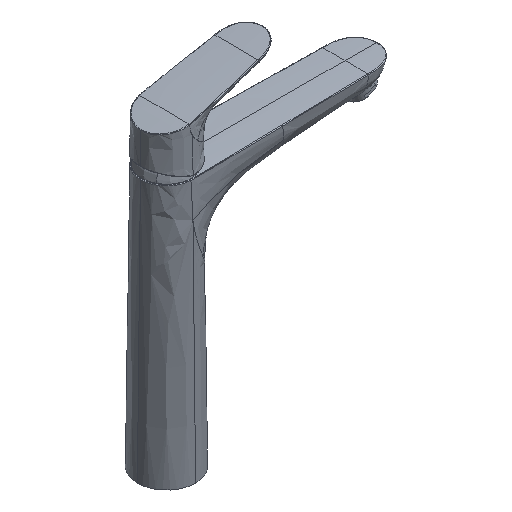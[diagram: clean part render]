
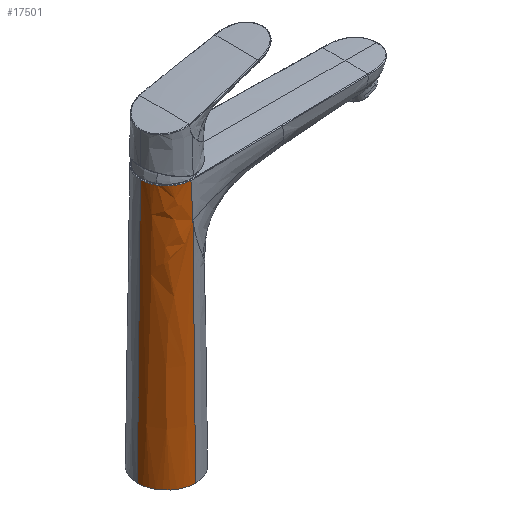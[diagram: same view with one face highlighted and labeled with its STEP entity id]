
A CAD part, isometric view. The second image highlights one B-rep face of the part: STEP entity #17501.
In plain terms, the highlighted free-form (B-spline) face has degree [6, 5] with [7, 6] control points.
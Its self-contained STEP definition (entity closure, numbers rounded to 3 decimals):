
#12876=CARTESIAN_POINT(' ',(-1.297,-21.466,215.53));
#12877=VERTEX_POINT(' ',#12876);
#12921=CARTESIAN_POINT(' ',(-21.502,0.,215.527));
#12922=VERTEX_POINT(' ',#12921);
#12936=CARTESIAN_POINT(' ',(-1.297,-21.466,215.53));
#12941=CARTESIAN_POINT(' ',(-2.357,-21.402,215.532));
#12946=CARTESIAN_POINT(' ',(-3.158,-21.282,215.534));
#12951=CARTESIAN_POINT(' ',(-4.614,-21.019,215.537));
#12956=CARTESIAN_POINT(' ',(-5.207,-20.873,215.539));
#12961=CARTESIAN_POINT(' ',(-6.34,-20.556,215.541));
#12966=CARTESIAN_POINT(' ',(-6.88,-20.385,215.541));
#12971=CARTESIAN_POINT(' ',(-8.186,-19.894,215.542));
#12976=CARTESIAN_POINT(' ',(-8.945,-19.583,215.542));
#12981=CARTESIAN_POINT(' ',(-11.054,-18.486,215.54));
#12986=CARTESIAN_POINT(' ',(-11.937,-17.9,215.54));
#12991=CARTESIAN_POINT(' ',(-13.229,-16.964,215.539));
#12996=CARTESIAN_POINT(' ',(-13.732,-16.558,215.539));
#13001=CARTESIAN_POINT(' ',(-14.956,-15.469,215.539));
#13006=CARTESIAN_POINT(' ',(-15.786,-14.663,215.54));
#13011=CARTESIAN_POINT(' ',(-17.426,-12.645,215.541));
#13016=CARTESIAN_POINT(' ',(-17.939,-11.874,215.542));
#13021=CARTESIAN_POINT(' ',(-18.838,-10.403,215.542));
#13026=CARTESIAN_POINT(' ',(-19.177,-9.746,215.541));
#13031=CARTESIAN_POINT(' ',(-19.804,-8.404,215.54));
#13036=CARTESIAN_POINT(' ',(-20.089,-7.717,215.539));
#13041=CARTESIAN_POINT(' ',(-20.625,-6.121,215.536));
#13046=CARTESIAN_POINT(' ',(-20.871,-5.283,215.534));
#13051=CARTESIAN_POINT(' ',(-21.343,-2.919,215.53));
#13056=CARTESIAN_POINT(' ',(-21.497,-1.493,215.527));
#13061=CARTESIAN_POINT(' ',(-21.502,-0.052,215.527));
#13066=CARTESIAN_POINT(' ',(-21.502,-0.026,215.527));
#13071=CARTESIAN_POINT(' ',(-21.502,0.,215.527));
#13076=B_SPLINE_CURVE_WITH_KNOTS('',3,(#12936,#12941,#12946,#12951,#12956,#12961,#12966,#12971,#12976,#12981,#12986,#12991,#12996,#13001,#13006,#13011,#13016,#13021,#13026,#13031,#13036,#13041,#13046,#13051,#13056,#13061,#13066,#13071),.UNSPECIFIED.,.F.,.U.,(4,2,2,2,2,2,2,2,2,2,2,2,2,4),(0.,0.064,0.141,0.215,0.285,0.37,0.45,0.546,0.626,0.722,0.822,0.902,0.998,1.),.UNSPECIFIED.);
#13081=EDGE_CURVE(' ',#12877,#12922,#13076,.T.);
#13686=CARTESIAN_POINT(' ',(-1.297,-21.466,215.53));
#13691=CARTESIAN_POINT(' ',(-1.316,-21.523,210.533));
#13696=CARTESIAN_POINT(' ',(-1.258,-21.585,205.531));
#13701=CARTESIAN_POINT(' ',(-0.863,-21.717,195.848));
#13706=CARTESIAN_POINT(' ',(-0.542,-21.788,191.16));
#13711=CARTESIAN_POINT(' ',(0.006,-21.842,186.488));
#13716=B_SPLINE_CURVE_WITH_KNOTS('',3,(#13686,#13691,#13696,#13701,#13706,#13711),.UNSPECIFIED.,.F.,.U.,(4,2,4),(0.,0.516,1.),.UNSPECIFIED.);
#13721=CARTESIAN_POINT(' ',(0.006,-21.842,186.488));
#13722=VERTEX_POINT(' ',#13721);
#13726=EDGE_CURVE(' ',#12877,#13722,#13716,.T.);
#17161=CARTESIAN_POINT(' ',(0.006,-21.505,215.544));
#17166=CARTESIAN_POINT(' ',(0.005,-22.004,172.435));
#17171=CARTESIAN_POINT(' ',(0.004,-22.503,129.326));
#17176=CARTESIAN_POINT(' ',(0.003,-23.002,86.218));
#17181=CARTESIAN_POINT(' ',(0.001,-23.501,43.109));
#17186=CARTESIAN_POINT(' ',(0.,-24.,0.));
#17191=CARTESIAN_POINT(' ',(-6.264,-21.507,215.544));
#17196=CARTESIAN_POINT(' ',(-6.247,-22.006,172.435));
#17201=CARTESIAN_POINT(' ',(-6.229,-22.504,129.326));
#17206=CARTESIAN_POINT(' ',(-6.211,-23.003,86.218));
#17211=CARTESIAN_POINT(' ',(-6.194,-23.501,43.109));
#17216=CARTESIAN_POINT(' ',(-6.176,-24.,0.));
#17221=CARTESIAN_POINT(' ',(-12.127,-19.311,215.544));
#17226=CARTESIAN_POINT(' ',(-12.172,-19.867,172.435));
#17231=CARTESIAN_POINT(' ',(-12.217,-20.424,129.326));
#17236=CARTESIAN_POINT(' ',(-12.262,-20.98,86.218));
#17241=CARTESIAN_POINT(' ',(-12.307,-21.536,43.109));
#17246=CARTESIAN_POINT(' ',(-12.352,-22.093,0.));
#17251=CARTESIAN_POINT(' ',(-16.825,-15.441,215.544));
#17256=CARTESIAN_POINT(' ',(-17.024,-16.008,172.435));
#17261=CARTESIAN_POINT(' ',(-17.224,-16.576,129.326));
#17266=CARTESIAN_POINT(' ',(-17.423,-17.143,86.218));
#17271=CARTESIAN_POINT(' ',(-17.623,-17.711,43.109));
#17276=CARTESIAN_POINT(' ',(-17.823,-18.278,0.));
#17281=CARTESIAN_POINT(' ',(-19.978,-10.539,215.544));
#17286=CARTESIAN_POINT(' ',(-20.359,-11.006,172.435));
#17291=CARTESIAN_POINT(' ',(-20.739,-11.472,129.326));
#17296=CARTESIAN_POINT(' ',(-21.12,-11.939,86.218));
#17301=CARTESIAN_POINT(' ',(-21.501,-12.406,43.109));
#17306=CARTESIAN_POINT(' ',(-21.882,-12.873,0.));
#17311=CARTESIAN_POINT(' ',(-21.502,-5.221,215.544));
#17316=CARTESIAN_POINT(' ',(-22.002,-5.479,172.435));
#17321=CARTESIAN_POINT(' ',(-22.501,-5.736,129.326));
#17326=CARTESIAN_POINT(' ',(-23.001,-5.994,86.218));
#17331=CARTESIAN_POINT(' ',(-23.5,-6.251,43.109));
#17336=CARTESIAN_POINT(' ',(-24.,-6.509,0.));
#17341=CARTESIAN_POINT(' ',(-21.502,0.,215.544));
#17346=CARTESIAN_POINT(' ',(-22.002,0.,172.435));
#17351=CARTESIAN_POINT(' ',(-22.501,0.,129.326));
#17356=CARTESIAN_POINT(' ',(-23.001,0.,86.218));
#17361=CARTESIAN_POINT(' ',(-23.5,0.,43.109));
#17366=CARTESIAN_POINT(' ',(-24.,0.,0.));
#17371=B_SPLINE_SURFACE_WITH_KNOTS(' ',6,5,((#17161,#17166,#17171,#17176,#17181,#17186),(#17191,#17196,#17201,#17206,#17211,#17216),(#17221,#17226,#17231,#17236,#17241,#17246),(#17251,#17256,#17261,#17266,#17271,#17276),(#17281,#17286,#17291,#17296,#17301,#17306),(#17311,#17316,#17321,#17326,#17331,#17336),(#17341,#17346,#17351,#17356,#17361,#17366)),.UNSPECIFIED.,.F.,.F.,.U.,(7,7),(6,6),(0.,37.237),(-0.444,215.117),.UNSPECIFIED.);
#17376=ORIENTED_EDGE(' ',*,*,#13081,.T.);
#17381=CARTESIAN_POINT(' ',(-21.502,0.,215.527));
#17386=DIRECTION(' ',(-0.012,0.,-1.));
#17391=VECTOR(' ',#17386,1.);
#17396=LINE('',#17381,#17391);
#17401=CARTESIAN_POINT(' ',(-24.,0.,0.));
#17402=VERTEX_POINT(' ',#17401);
#17406=EDGE_CURVE(' ',#12922,#17402,#17396,.T.);
#17411=ORIENTED_EDGE(' ',*,*,#17406,.T.);
#17416=CARTESIAN_POINT(' ',(0.,0.,0.));
#17421=DIRECTION(' ',(0.,0.,1.));
#17426=DIRECTION(' ',(-1.,0.,0.));
#17431=AXIS2_PLACEMENT_3D(' ',#17416,#17421,#17426);
#17436=CIRCLE('',#17431,24.);
#17441=CARTESIAN_POINT(' ',(0.,-24.,0.));
#17442=VERTEX_POINT(' ',#17441);
#17446=EDGE_CURVE(' ',#17402,#17442,#17436,.T.);
#17451=ORIENTED_EDGE(' ',*,*,#17446,.T.);
#17456=CARTESIAN_POINT(' ',(0.006,-21.842,186.488));
#17461=DIRECTION(' ',(0.,-0.012,-1.));
#17466=VECTOR(' ',#17461,1.);
#17471=LINE('',#17456,#17466);
#17476=EDGE_CURVE(' ',#13722,#17442,#17471,.T.);
#17481=ORIENTED_EDGE(' ',*,*,#17476,.F.);
#17486=ORIENTED_EDGE(' ',*,*,#13726,.F.);
#17491=EDGE_LOOP(' ',(#17376,#17411,#17451,#17481,#17486));
#17496=FACE_OUTER_BOUND(' ',#17491,.T.);
#17501=ADVANCED_FACE('',(#17496),#17371,.T.);
